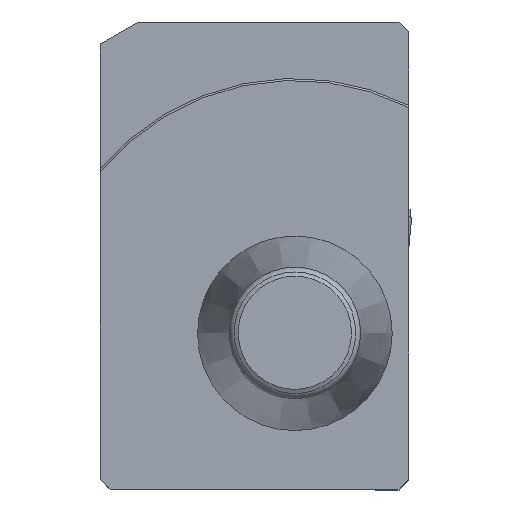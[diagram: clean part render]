
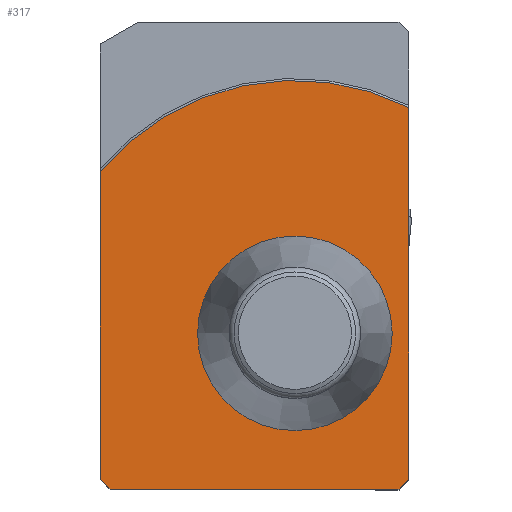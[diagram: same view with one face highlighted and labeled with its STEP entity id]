
A CAD part, top view. The second image highlights one B-rep face of the part: STEP entity #317.
In plain terms, the highlighted planar face has unit normal (0, 0, 1).
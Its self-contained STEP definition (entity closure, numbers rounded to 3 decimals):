
#153=FACE_BOUND('',#580,.T.);
#154=FACE_BOUND('',#581,.T.);
#213=CIRCLE('',#2038,5.);
#214=CIRCLE('',#2039,13.);
#317=ADVANCED_FACE('SHANK_NECK_TOP_1',(#153,#154),#424,.F.);
#424=PLANE('',#2040);
#580=EDGE_LOOP('',(#748));
#581=EDGE_LOOP('',(#749,#750,#751,#752,#753,#754));
#748=ORIENTED_EDGE('',*,*,#1458,.T.);
#749=ORIENTED_EDGE('',*,*,#1459,.F.);
#750=ORIENTED_EDGE('',*,*,#1460,.T.);
#751=ORIENTED_EDGE('',*,*,#1461,.F.);
#752=ORIENTED_EDGE('',*,*,#1462,.T.);
#753=ORIENTED_EDGE('',*,*,#1438,.F.);
#754=ORIENTED_EDGE('',*,*,#1463,.T.);
#1259=VERTEX_POINT('',#2676);
#1260=VERTEX_POINT('',#2678);
#1274=VERTEX_POINT('',#2764);
#1275=VERTEX_POINT('',#2766);
#1276=VERTEX_POINT('',#2767);
#1277=VERTEX_POINT('',#2769);
#1278=VERTEX_POINT('',#2771);
#1438=EDGE_CURVE('',#1259,#1260,#1708,.T.);
#1458=EDGE_CURVE('',#1274,#1274,#213,.T.);
#1459=EDGE_CURVE('',#1275,#1276,#1719,.T.);
#1460=EDGE_CURVE('',#1275,#1277,#1720,.T.);
#1461=EDGE_CURVE('',#1278,#1277,#1721,.T.);
#1462=EDGE_CURVE('',#1278,#1260,#1722,.T.);
#1463=EDGE_CURVE('',#1259,#1276,#214,.T.);
#1708=LINE('',#2677,#1846);
#1719=LINE('',#2765,#1857);
#1720=LINE('',#2768,#1858);
#1721=LINE('',#2770,#1859);
#1722=LINE('',#2772,#1860);
#1846=VECTOR('',#2209,1.);
#1857=VECTOR('',#2242,1.);
#1858=VECTOR('',#2243,1.);
#1859=VECTOR('',#2244,1.);
#1860=VECTOR('',#2245,1.);
#2038=AXIS2_PLACEMENT_3D('',#2763,#2240,#2241);
#2039=AXIS2_PLACEMENT_3D('',#2773,#2246,#2247);
#2040=AXIS2_PLACEMENT_3D('',#2774,#2248,#2249);
#2209=DIRECTION('',(0.,-1.,0.));
#2240=DIRECTION('',(0.,0.,-1.));
#2241=DIRECTION('',(-1.,0.,0.));
#2242=DIRECTION('',(0.,1.,0.));
#2243=DIRECTION('',(0.707,-0.707,0.));
#2244=DIRECTION('',(-1.,0.,0.));
#2245=DIRECTION('',(0.707,0.707,0.));
#2246=DIRECTION('',(0.,0.,1.));
#2247=DIRECTION('',(-1.,0.,0.));
#2248=DIRECTION('',(0.,0.,-1.));
#2249=DIRECTION('',(-1.,0.,0.));
#2676=CARTESIAN_POINT('',(5.85,11.609,0.));
#2677=CARTESIAN_POINT('',(5.85,16.,0.));
#2678=CARTESIAN_POINT('',(5.85,-7.5,0.));
#2763=CARTESIAN_POINT('',(0.,0.,0.));
#2764=CARTESIAN_POINT('',(-5.,0.,0.));
#2765=CARTESIAN_POINT('',(-10.,-8.,0.));
#2766=CARTESIAN_POINT('',(-10.,-7.5,0.));
#2767=CARTESIAN_POINT('',(-10.,8.307,0.));
#2768=CARTESIAN_POINT('',(-10.,-7.5,0.));
#2769=CARTESIAN_POINT('',(-9.5,-8.,0.));
#2770=CARTESIAN_POINT('',(5.85,-8.,0.));
#2771=CARTESIAN_POINT('',(5.35,-8.,0.));
#2772=CARTESIAN_POINT('',(5.35,-8.,0.));
#2773=CARTESIAN_POINT('',(0.,0.,0.));
#2774=CARTESIAN_POINT('',(0.,0.,0.));
